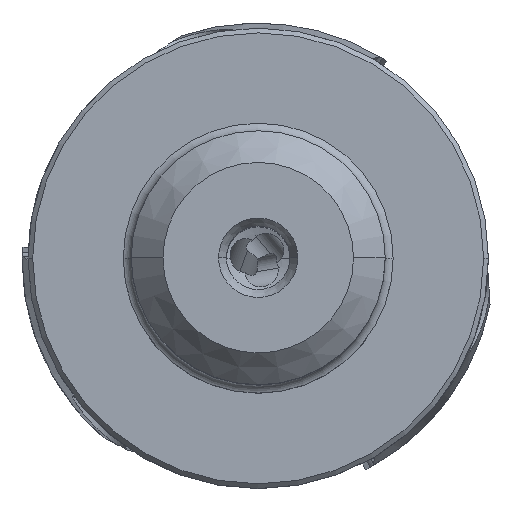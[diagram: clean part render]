
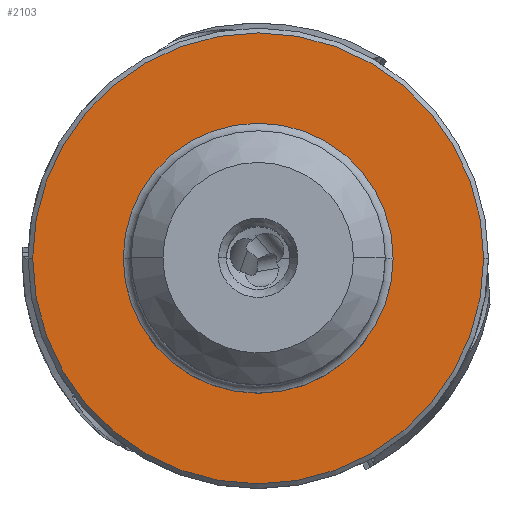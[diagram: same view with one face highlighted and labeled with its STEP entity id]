
A CAD part, top view. The second image highlights one B-rep face of the part: STEP entity #2103.
In plain terms, the highlighted planar face has unit normal (0, 0, 1).
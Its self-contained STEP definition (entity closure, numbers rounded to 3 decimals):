
#547=PLANE('',#12439);
#721=FACE_BOUND('',#3390,.T.);
#722=FACE_BOUND('',#3391,.T.);
#2103=ADVANCED_FACE('',(#721,#722),#547,.T.);
#3390=EDGE_LOOP('',(#5296,#5297,#5298,#5299));
#3391=EDGE_LOOP('',(#5300,#5301));
#4101=CIRCLE('',#12432,8.5);
#4102=CIRCLE('',#12434,14.2);
#4103=CIRCLE('',#12435,14.2);
#4104=CIRCLE('',#12436,14.2);
#4105=CIRCLE('',#12437,14.2);
#4106=CIRCLE('',#12438,8.5);
#5296=ORIENTED_EDGE('',*,*,#9924,.T.);
#5297=ORIENTED_EDGE('',*,*,#9925,.F.);
#5298=ORIENTED_EDGE('',*,*,#9926,.F.);
#5299=ORIENTED_EDGE('',*,*,#9927,.T.);
#5300=ORIENTED_EDGE('',*,*,#9923,.F.);
#5301=ORIENTED_EDGE('',*,*,#9928,.F.);
#8643=VERTEX_POINT('',#20998);
#8644=VERTEX_POINT('',#21000);
#8645=VERTEX_POINT('',#21004);
#8646=VERTEX_POINT('',#21005);
#8647=VERTEX_POINT('',#21007);
#8648=VERTEX_POINT('',#21009);
#9923=EDGE_CURVE('',#8644,#8643,#4101,.T.);
#9924=EDGE_CURVE('',#8645,#8646,#4102,.T.);
#9925=EDGE_CURVE('',#8647,#8646,#4103,.T.);
#9926=EDGE_CURVE('',#8648,#8647,#4104,.T.);
#9927=EDGE_CURVE('',#8648,#8645,#4105,.T.);
#9928=EDGE_CURVE('',#8643,#8644,#4106,.T.);
#12432=AXIS2_PLACEMENT_3D('',#21001,#14229,#14230);
#12434=AXIS2_PLACEMENT_3D('',#21003,#14233,#14234);
#12435=AXIS2_PLACEMENT_3D('',#21006,#14235,#14236);
#12436=AXIS2_PLACEMENT_3D('',#21008,#14237,#14238);
#12437=AXIS2_PLACEMENT_3D('',#21010,#14239,#14240);
#12438=AXIS2_PLACEMENT_3D('',#21011,#14241,#14242);
#12439=AXIS2_PLACEMENT_3D('',#21012,#14243,#14244);
#14229=DIRECTION('',(0.,0.,1.));
#14230=DIRECTION('',(1.,0.,0.));
#14233=DIRECTION('',(0.,0.,1.));
#14234=DIRECTION('',(1.,-0.002,0.));
#14235=DIRECTION('',(0.,0.,-1.));
#14236=DIRECTION('',(1.,-0.002,0.));
#14237=DIRECTION('',(0.,0.,-1.));
#14238=DIRECTION('',(-1.,0.002,0.));
#14239=DIRECTION('',(0.,0.,1.));
#14240=DIRECTION('',(-1.,0.002,0.));
#14241=DIRECTION('',(0.,0.,1.));
#14242=DIRECTION('',(-1.,0.,0.));
#14243=DIRECTION('',(0.,0.,1.));
#14244=DIRECTION('',(1.,0.,0.));
#20998=CARTESIAN_POINT('',(-8.5,0.,0.));
#21000=CARTESIAN_POINT('',(8.5,0.,0.));
#21001=CARTESIAN_POINT('',(0.,0.,0.));
#21003=CARTESIAN_POINT('',(0.,0.,0.));
#21004=CARTESIAN_POINT('',(-14.2,0.,0.));
#21005=CARTESIAN_POINT('',(14.2,-0.022,0.));
#21006=CARTESIAN_POINT('',(0.,0.,0.));
#21007=CARTESIAN_POINT('',(14.2,0.,0.));
#21008=CARTESIAN_POINT('',(0.,0.,0.));
#21009=CARTESIAN_POINT('',(-14.2,0.022,0.));
#21010=CARTESIAN_POINT('',(0.,0.,0.));
#21011=CARTESIAN_POINT('',(0.,0.,0.));
#21012=CARTESIAN_POINT('',(0.,0.,0.));
